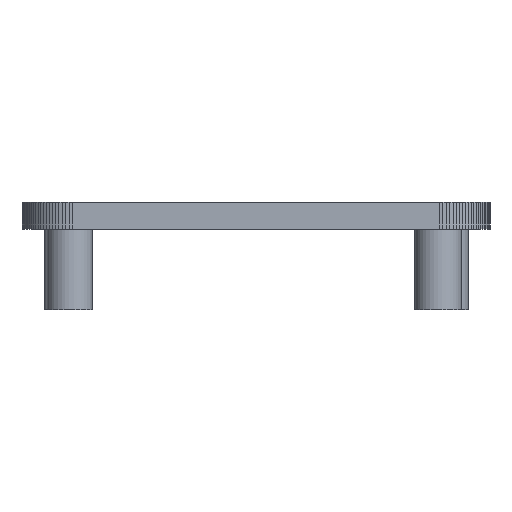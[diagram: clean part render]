
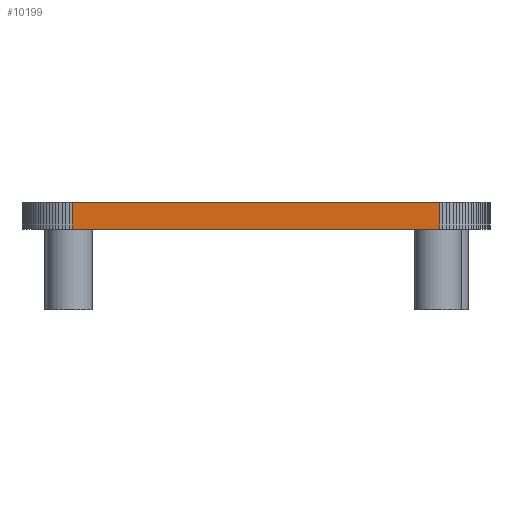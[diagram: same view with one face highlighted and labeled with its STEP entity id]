
A CAD part, left-side view. The second image highlights one B-rep face of the part: STEP entity #10199.
In plain terms, the highlighted planar face has unit normal (-1, 0, 0).
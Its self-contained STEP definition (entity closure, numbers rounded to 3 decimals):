
#194=FACE_OUTER_BOUND('',#722,.T.);
#722=EDGE_LOOP('',(#7410,#7411,#7412,#7413));
#1736=LINE('',#14968,#3205);
#1737=LINE('',#14970,#3206);
#1738=LINE('',#14972,#3207);
#1739=LINE('',#14973,#3208);
#3205=VECTOR('',#12013,10.);
#3206=VECTOR('',#12014,10.);
#3207=VECTOR('',#12015,10.);
#3208=VECTOR('',#12016,10.);
#4585=VERTEX_POINT('',#14966);
#4586=VERTEX_POINT('',#14967);
#4587=VERTEX_POINT('',#14969);
#4588=VERTEX_POINT('',#14971);
#5691=EDGE_CURVE('',#4585,#4586,#1736,.T.);
#5692=EDGE_CURVE('',#4586,#4587,#1737,.T.);
#5693=EDGE_CURVE('',#4588,#4587,#1738,.T.);
#5694=EDGE_CURVE('',#4585,#4588,#1739,.T.);
#7410=ORIENTED_EDGE('',*,*,#5691,.T.);
#7411=ORIENTED_EDGE('',*,*,#5692,.T.);
#7412=ORIENTED_EDGE('',*,*,#5693,.F.);
#7413=ORIENTED_EDGE('',*,*,#5694,.F.);
#9695=PLANE('',#10745);
#10199=ADVANCED_FACE('',(#194),#9695,.T.);
#10745=AXIS2_PLACEMENT_3D('',#14965,#12011,#12012);
#12011=DIRECTION('center_axis',(-1.,0.,0.));
#12012=DIRECTION('ref_axis',(0.,0.,1.));
#12013=DIRECTION('',(0.,0.,1.));
#12014=DIRECTION('',(0.,1.,0.));
#12015=DIRECTION('',(0.,0.,1.));
#12016=DIRECTION('',(0.,1.,0.));
#14965=CARTESIAN_POINT('Origin',(5.207,30.798,14.5));
#14966=CARTESIAN_POINT('',(5.207,13.716,12.));
#14967=CARTESIAN_POINT('',(5.207,13.716,14.5));
#14968=CARTESIAN_POINT('',(5.207,13.716,12.));
#14969=CARTESIAN_POINT('',(5.207,47.879,14.5));
#14970=CARTESIAN_POINT('',(5.207,13.716,14.5));
#14971=CARTESIAN_POINT('',(5.207,47.879,12.));
#14972=CARTESIAN_POINT('',(5.207,47.879,12.));
#14973=CARTESIAN_POINT('',(5.207,13.716,12.));
